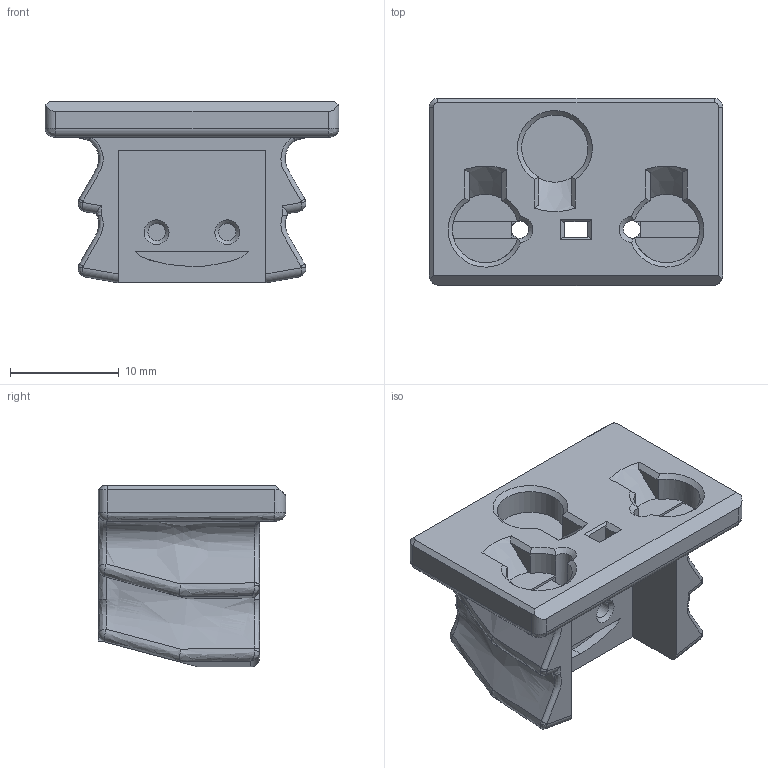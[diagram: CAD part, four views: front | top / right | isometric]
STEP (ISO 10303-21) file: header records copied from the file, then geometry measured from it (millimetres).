
FILE_DESCRIPTION(/* description */ (''),/* implementation_level */ '2;1');
FILE_NAME(/* name */ 'Klicky_Probe_RtV6 v0.step',/* time_stamp */ '2023-07-07T18:17:53-07:00',/* author */ (''),/* organization */ (''),/* preprocessor_version */ 'ST-DEVELOPER v19.2',/* originating_system */ 'Autodesk Translation Framework v12.6.0.85',/* authorisation */ '');
FILE_SCHEMA (('AUTOMOTIVE_DESIGN { 1 0 10303 214 3 1 1 }'));
Length unit declared in the file: millimetre
Products named in the file (1): Klicky_Probe_RtV6 v0
Bounding box: 27.03 x 17.23 x 16.7 mm (x, y, z)
Volume: 3380 mm3; surface area: 2497.1 mm2
Topology: 1 solids, 1 shells, 198 faces, 565 edges, 368 vertices
Faces by surface type: plane 93, bspline 43, cylinder 39, cone 15, sphere 6, torus 2
Full cylindrical faces by diameter (mm): 1.6 x4
Entity records: 24329 total; most frequent: CARTESIAN_POINT 19494, ORIENTED_EDGE 1118, DIRECTION 842, EDGE_CURVE 559, VERTEX_POINT 368, AXIS2_PLACEMENT_3D 292, LINE 258, VECTOR 258
